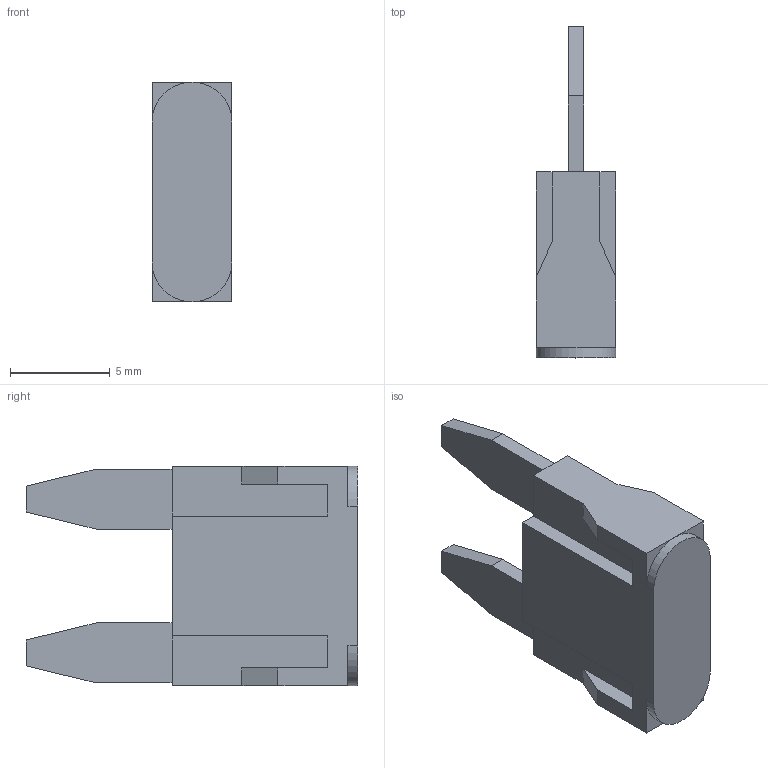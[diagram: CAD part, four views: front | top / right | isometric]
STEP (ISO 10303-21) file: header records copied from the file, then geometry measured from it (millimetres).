
FILE_DESCRIPTION(/* description */ (''),/* implementation_level */ '2;1');
FILE_NAME(/* name */ 'Mini car fuse.stp',/* time_stamp */ '2019-08-23T22:51:51+03:00',/* author */ ('Andras'),/* organization */ (''),/* preprocessor_version */ 'ST-DEVELOPER v17',/* originating_system */ 'Autodesk Inventor 2019',/* authorisation */ '');
FILE_SCHEMA (('AUTOMOTIVE_DESIGN { 1 0 10303 214 3 1 1 }'));
Length unit declared in the file: millimetre
Products named in the file (1): Mini car fuse
Bounding box: 4 x 16.6 x 11 mm (x, y, z)
Volume: 385.2 mm3; surface area: 481.4 mm2
Topology: 1 solids, 1 shells, 46 faces, 124 edges, 82 vertices
Faces by surface type: plane 44, cylinder 2
Entity records: 1517 total; most frequent: CARTESIAN_POINT 253, ORIENTED_EDGE 248, DIRECTION 224, EDGE_CURVE 124, LINE 118, VECTOR 118, VERTEX_POINT 82, AXIS2_PLACEMENT_3D 53
